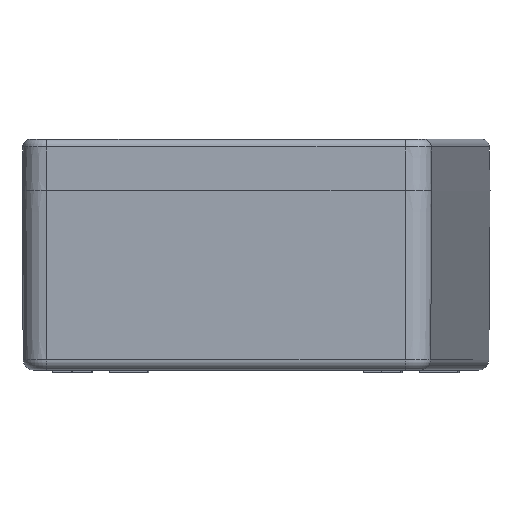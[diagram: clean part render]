
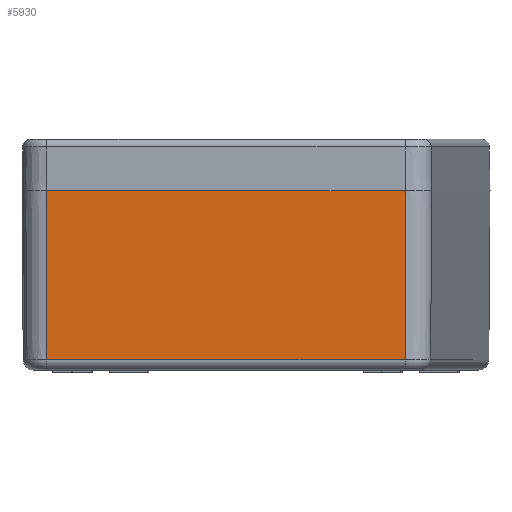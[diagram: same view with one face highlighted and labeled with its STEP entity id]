
A CAD part, left-side view. The second image highlights one B-rep face of the part: STEP entity #5930.
In plain terms, the highlighted face is planar.
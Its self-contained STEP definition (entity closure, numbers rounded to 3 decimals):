
#255=PLANE('',#6579);
#674=LINE('',#9996,#1096);
#675=LINE('',#9998,#1097);
#676=LINE('',#10000,#1098);
#677=LINE('',#10001,#1099);
#1096=VECTOR('',#8006,1000.);
#1097=VECTOR('',#8007,1000.);
#1098=VECTOR('',#8008,1000.);
#1099=VECTOR('',#8009,1000.);
#1587=FACE_OUTER_BOUND('',#2029,.T.);
#2029=EDGE_LOOP('',(#4969,#4970,#4971,#4972));
#3017=VERTEX_POINT('',#9994);
#3018=VERTEX_POINT('',#9995);
#3019=VERTEX_POINT('',#9997);
#3020=VERTEX_POINT('',#9999);
#3727=EDGE_CURVE('',#3017,#3018,#674,.T.);
#3728=EDGE_CURVE('',#3019,#3018,#675,.T.);
#3729=EDGE_CURVE('',#3020,#3019,#676,.T.);
#3730=EDGE_CURVE('',#3020,#3017,#677,.T.);
#4969=ORIENTED_EDGE('',*,*,#3727,.T.);
#4970=ORIENTED_EDGE('',*,*,#3728,.F.);
#4971=ORIENTED_EDGE('',*,*,#3729,.F.);
#4972=ORIENTED_EDGE('',*,*,#3730,.T.);
#5930=ADVANCED_FACE('',(#1587),#255,.F.);
#6579=AXIS2_PLACEMENT_3D('',#9993,#8004,#8005);
#8004=DIRECTION('center_axis',(1.,0.,0.007));
#8005=DIRECTION('ref_axis',(0.007,0.,-1.));
#8006=DIRECTION('',(-0.007,0.,1.));
#8007=DIRECTION('',(0.,-1.,0.));
#8008=DIRECTION('',(-0.007,0.,1.));
#8009=DIRECTION('',(0.,-1.,0.));
#9993=CARTESIAN_POINT('Origin',(-279.528,70.,3.971));
#9994=CARTESIAN_POINT('',(-279.528,-70.,3.971));
#9995=CARTESIAN_POINT('',(-280.,-70.,70.));
#9996=CARTESIAN_POINT('',(-279.528,-70.,3.971));
#9997=CARTESIAN_POINT('',(-280.,70.,70.));
#9998=CARTESIAN_POINT('',(-280.,70.,70.));
#9999=CARTESIAN_POINT('',(-279.528,70.,3.971));
#10000=CARTESIAN_POINT('',(-279.528,70.,3.971));
#10001=CARTESIAN_POINT('',(-279.528,70.,3.971));
